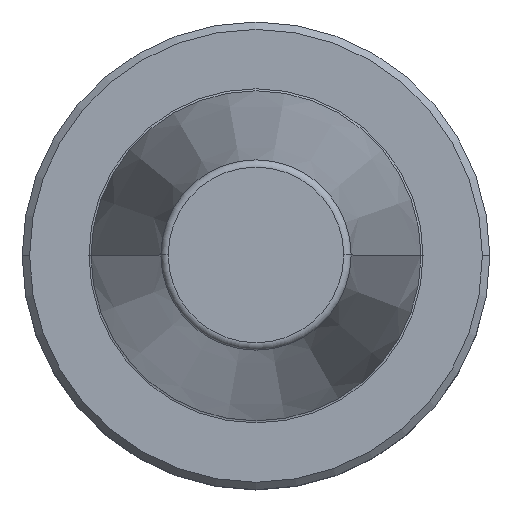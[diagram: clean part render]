
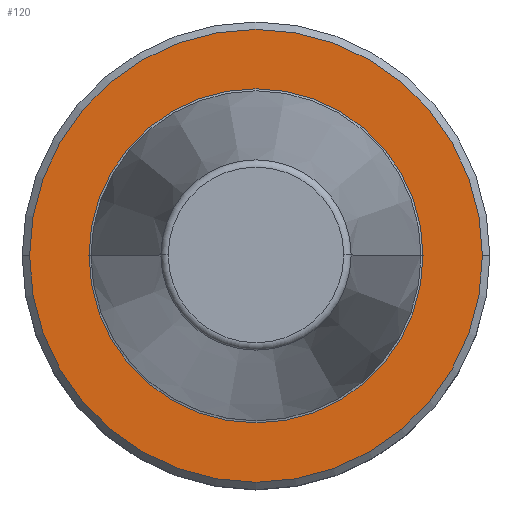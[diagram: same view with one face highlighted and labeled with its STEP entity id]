
A CAD part, top view. The second image highlights one B-rep face of the part: STEP entity #120.
In plain terms, the highlighted planar face has unit normal (0, 0, 1).
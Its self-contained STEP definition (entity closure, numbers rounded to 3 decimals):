
#38 = CARTESIAN_POINT ( 'NONE',  ( 0., 0., -1.311 ) ) ;
#65 = ORIENTED_EDGE ( 'NONE', *, *, #784, .T. ) ;
#81 = DIRECTION ( 'NONE',  ( 1., 0., 0. ) ) ;
#97 = DIRECTION ( 'NONE',  ( 0., 0., 1. ) ) ;
#98 = EDGE_CURVE ( 'NONE', #948, #259, #658, .T. ) ;
#113 = AXIS2_PLACEMENT_3D ( 'NONE', #1034, #599, #81 ) ;
#120 = ADVANCED_FACE ( 'NONE', ( #830, #1032 ), #391, .F. ) ;
#193 = AXIS2_PLACEMENT_3D ( 'NONE', #38, #1029, #778 ) ;
#218 = EDGE_LOOP ( 'NONE', ( #458, #794 ) ) ;
#259 = VERTEX_POINT ( 'NONE', #738 ) ;
#291 = CARTESIAN_POINT ( 'NONE',  ( 22.5, 0., -1.311 ) ) ;
#303 = EDGE_CURVE ( 'NONE', #900, #860, #755, .T. ) ;
#334 = AXIS2_PLACEMENT_3D ( 'NONE', #356, #914, #889 ) ;
#352 = AXIS2_PLACEMENT_3D ( 'NONE', #504, #427, #951 ) ;
#356 = CARTESIAN_POINT ( 'NONE',  ( 0., 30.5, -1.311 ) ) ;
#391 = PLANE ( 'NONE',  #334 ) ;
#427 = DIRECTION ( 'NONE',  ( 0., 0., 1. ) ) ;
#458 = ORIENTED_EDGE ( 'NONE', *, *, #496, .F. ) ;
#460 = AXIS2_PLACEMENT_3D ( 'NONE', #607, #97, #642 ) ;
#496 = EDGE_CURVE ( 'NONE', #860, #900, #626, .T. ) ;
#504 = CARTESIAN_POINT ( 'NONE',  ( 0., 0., -1.311 ) ) ;
#599 = DIRECTION ( 'NONE',  ( 0., 0., 1. ) ) ;
#607 = CARTESIAN_POINT ( 'NONE',  ( 0., 0., -1.311 ) ) ;
#626 = CIRCLE ( 'NONE', #193, 22.5 ) ;
#642 = DIRECTION ( 'NONE',  ( 1., 0., 0. ) ) ;
#658 = CIRCLE ( 'NONE', #460, 30.5 ) ;
#738 = CARTESIAN_POINT ( 'NONE',  ( 30.5, 0., -1.311 ) ) ;
#755 = CIRCLE ( 'NONE', #352, 22.5 ) ;
#778 = DIRECTION ( 'NONE',  ( 1., 0., 0. ) ) ;
#784 = EDGE_CURVE ( 'NONE', #259, #948, #984, .T. ) ;
#794 = ORIENTED_EDGE ( 'NONE', *, *, #303, .F. ) ;
#815 = EDGE_LOOP ( 'NONE', ( #918, #65 ) ) ;
#830 = FACE_BOUND ( 'NONE', #218, .T. ) ;
#838 = CARTESIAN_POINT ( 'NONE',  ( -22.5, 0., -1.311 ) ) ;
#847 = CARTESIAN_POINT ( 'NONE',  ( -30.5, 0., -1.311 ) ) ;
#860 = VERTEX_POINT ( 'NONE', #291 ) ;
#889 = DIRECTION ( 'NONE',  ( -1., 0., 0. ) ) ;
#900 = VERTEX_POINT ( 'NONE', #838 ) ;
#914 = DIRECTION ( 'NONE',  ( 0., 0., -1. ) ) ;
#918 = ORIENTED_EDGE ( 'NONE', *, *, #98, .T. ) ;
#948 = VERTEX_POINT ( 'NONE', #847 ) ;
#951 = DIRECTION ( 'NONE',  ( 1., 0., 0. ) ) ;
#984 = CIRCLE ( 'NONE', #113, 30.5 ) ;
#1029 = DIRECTION ( 'NONE',  ( 0., 0., 1. ) ) ;
#1032 = FACE_OUTER_BOUND ( 'NONE', #815, .T. ) ;
#1034 = CARTESIAN_POINT ( 'NONE',  ( 0., 0., -1.311 ) ) ;
